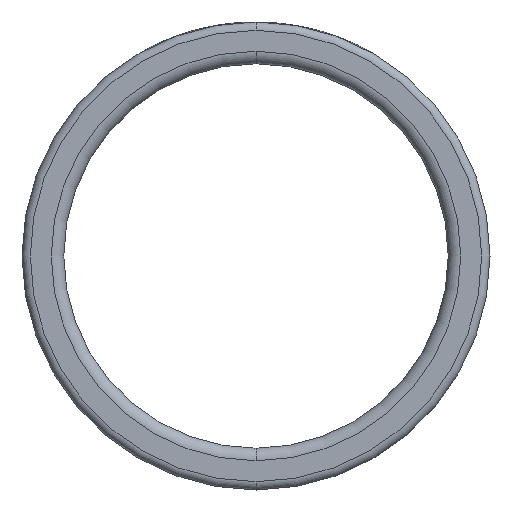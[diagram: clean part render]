
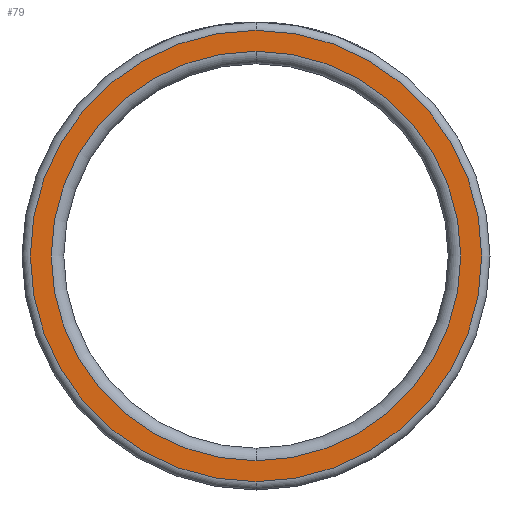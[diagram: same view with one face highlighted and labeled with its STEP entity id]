
A CAD part, front view. The second image highlights one B-rep face of the part: STEP entity #79.
In plain terms, the highlighted planar face has unit normal (0, -1, 0).
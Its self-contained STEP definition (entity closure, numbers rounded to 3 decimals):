
#44 = DIRECTION ( 'NONE',  ( 0., -1., 0. ) ) ;
#79 = ADVANCED_FACE ( 'NONE', ( #2321, #434 ), #741, .T. ) ;
#92 = CARTESIAN_POINT ( 'NONE',  ( 0., -95., 49. ) ) ;
#120 = AXIS2_PLACEMENT_3D ( 'NONE', #1253, #44, #264 ) ;
#121 = CIRCLE ( 'NONE', #1444, 54. ) ;
#142 = EDGE_CURVE ( 'NONE', #1260, #316, #2615, .T. ) ;
#225 = VERTEX_POINT ( 'NONE', #92 ) ;
#230 = CARTESIAN_POINT ( 'NONE',  ( 49., -95., 0. ) ) ;
#264 = DIRECTION ( 'NONE',  ( 0., 0., -1. ) ) ;
#316 = VERTEX_POINT ( 'NONE', #1332 ) ;
#400 = CARTESIAN_POINT ( 'NONE',  ( 0., -95., 0. ) ) ;
#434 = FACE_BOUND ( 'NONE', #1464, .T. ) ;
#731 = DIRECTION ( 'NONE',  ( 0., -1., 0. ) ) ;
#741 = PLANE ( 'NONE',  #2623 ) ;
#909 = EDGE_CURVE ( 'NONE', #225, #2594, #1493, .T. ) ;
#1149 = DIRECTION ( 'NONE',  ( 0., 0., -1. ) ) ;
#1190 = ORIENTED_EDGE ( 'NONE', *, *, #1627, .F. ) ;
#1205 = DIRECTION ( 'NONE',  ( 0., 0., -1. ) ) ;
#1226 = AXIS2_PLACEMENT_3D ( 'NONE', #1389, #1886, #1149 ) ;
#1253 = CARTESIAN_POINT ( 'NONE',  ( 0., -95., 0. ) ) ;
#1260 = VERTEX_POINT ( 'NONE', #3022 ) ;
#1332 = CARTESIAN_POINT ( 'NONE',  ( 0., -95., 54. ) ) ;
#1389 = CARTESIAN_POINT ( 'NONE',  ( 0., -95., 0. ) ) ;
#1438 = CARTESIAN_POINT ( 'NONE',  ( 0., -95., 0. ) ) ;
#1444 = AXIS2_PLACEMENT_3D ( 'NONE', #400, #1602, #1613 ) ;
#1464 = EDGE_LOOP ( 'NONE', ( #1190, #2852 ) ) ;
#1493 = CIRCLE ( 'NONE', #1226, 49. ) ;
#1602 = DIRECTION ( 'NONE',  ( 0., -1., 0. ) ) ;
#1613 = DIRECTION ( 'NONE',  ( 0., 0., -1. ) ) ;
#1616 = ORIENTED_EDGE ( 'NONE', *, *, #2516, .T. ) ;
#1627 = EDGE_CURVE ( 'NONE', #2594, #225, #2990, .T. ) ;
#1886 = DIRECTION ( 'NONE',  ( 0., -1., 0. ) ) ;
#2321 = FACE_OUTER_BOUND ( 'NONE', #3062, .T. ) ;
#2516 = EDGE_CURVE ( 'NONE', #316, #1260, #121, .T. ) ;
#2594 = VERTEX_POINT ( 'NONE', #3032 ) ;
#2613 = ORIENTED_EDGE ( 'NONE', *, *, #142, .T. ) ;
#2615 = CIRCLE ( 'NONE', #2709, 54. ) ;
#2623 = AXIS2_PLACEMENT_3D ( 'NONE', #230, #2679, #1205 ) ;
#2679 = DIRECTION ( 'NONE',  ( 0., -1., 0. ) ) ;
#2689 = DIRECTION ( 'NONE',  ( 0., 0., -1. ) ) ;
#2709 = AXIS2_PLACEMENT_3D ( 'NONE', #1438, #731, #2689 ) ;
#2852 = ORIENTED_EDGE ( 'NONE', *, *, #909, .F. ) ;
#2990 = CIRCLE ( 'NONE', #120, 49. ) ;
#3022 = CARTESIAN_POINT ( 'NONE',  ( 0., -95., -54. ) ) ;
#3032 = CARTESIAN_POINT ( 'NONE',  ( 0., -95., -49. ) ) ;
#3062 = EDGE_LOOP ( 'NONE', ( #2613, #1616 ) ) ;
